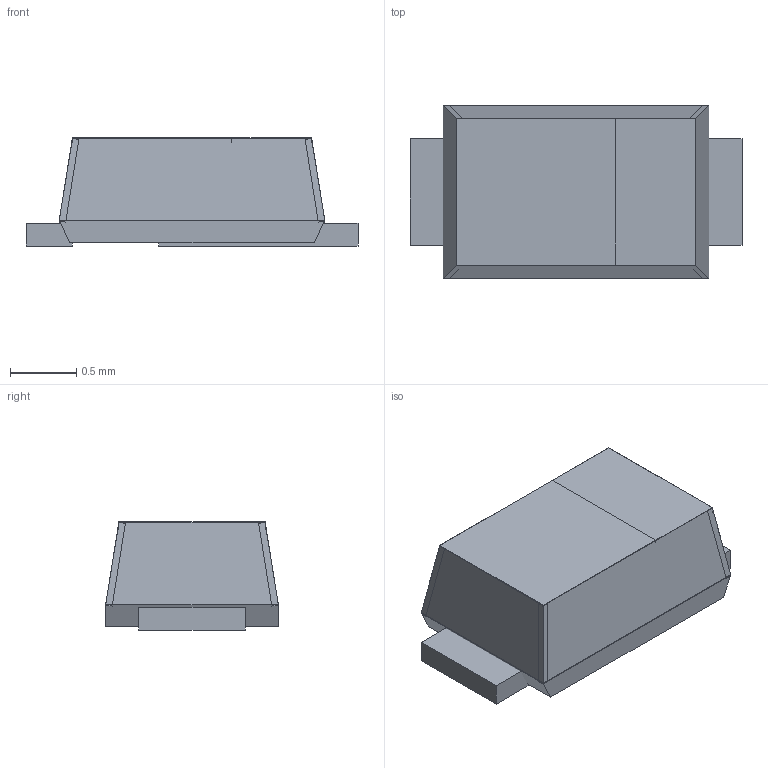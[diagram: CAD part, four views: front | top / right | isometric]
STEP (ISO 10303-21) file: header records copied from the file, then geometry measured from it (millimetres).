
FILE_DESCRIPTION (( 'STEP AP214' ), '1' );
FILE_NAME ('User Library-TUMD2.STEP', '2022-11-09T14:03:18', ( '' ), ( '' ), 'SwSTEP 2.0', 'SolidWorks 2022', '' );
FILE_SCHEMA (( 'AUTOMOTIVE_DESIGN' ));
Length unit declared in the file: millimetre
Products named in the file (16): Extruded_6; Extruded_5; 702828800; Extruded_4; 676056384; Extruded_2; Extruded_7; BODY_L; BODY_S; Free-Models; BASE; 702825728; User Library-TUMD2; Extruded_3; 675155360; Extruded
Assembly tree (17 placements, depth 4):
  User Library-TUMD2
    Free-Models
      BODY_L  x2
        Extruded
      BODY_S  x2
        Extruded_2
      BASE
        Extruded_3
      702825728
        Extruded_4
      702828800
        Extruded_5
      675155360
        Extruded_6
      676056384
        Extruded_7
Bounding box: 2.5 x 1.3 x 0.81 mm (x, y, z)
Volume: 1 mm3; surface area: 23.4 mm2
Topology: 9 solids, 9 shells, 54 faces, 108 edges, 72 vertices
Faces by surface type: plane 54
Entity records: 2084 total; most frequent: DIRECTION 224, CARTESIAN_POINT 210, ORIENTED_EDGE 168, VECTOR 84, LINE 84, EDGE_CURVE 84, UNCERTAINTY_MEASURE_WITH_UNIT 72, AXIS2_PLACEMENT_3D 70
